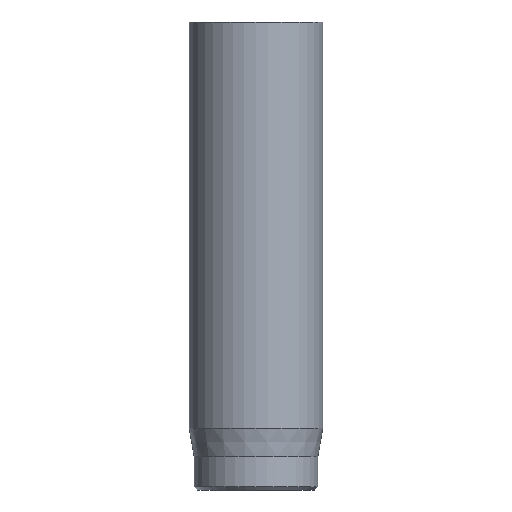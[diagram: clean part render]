
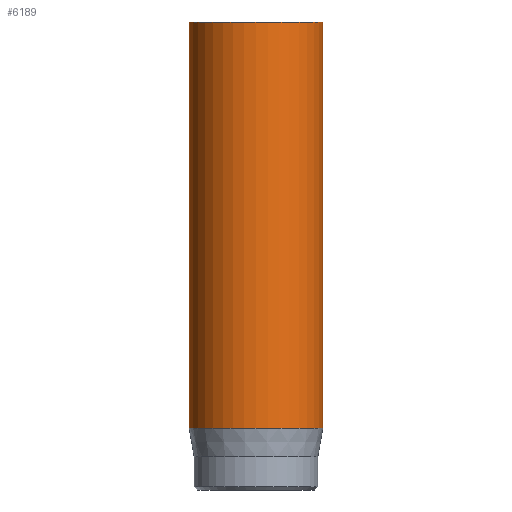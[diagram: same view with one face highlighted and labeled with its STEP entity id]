
A CAD part, front view. The second image highlights one B-rep face of the part: STEP entity #6189.
In plain terms, the highlighted cylindrical face has radius 2 mm (diameter 4 mm), a full revolution.
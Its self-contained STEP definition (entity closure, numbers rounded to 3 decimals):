
#44=CYLINDRICAL_SURFACE('',#6420,2.);
#47=CIRCLE('',#6390,2.);
#61=CIRCLE('',#6418,2.);
#62=CIRCLE('',#6419,2.);
#504=FACE_OUTER_BOUND('',#867,.T.);
#867=EDGE_LOOP('',(#5392,#5393,#5394,#5395,#5396));
#1327=LINE('',#11304,#1805);
#1805=VECTOR('',#7110,2.);
#2802=VERTEX_POINT('',#11249);
#2816=VERTEX_POINT('',#11298);
#2817=VERTEX_POINT('',#11299);
#3670=EDGE_CURVE('',#2802,#2802,#47,.T.);
#3691=EDGE_CURVE('',#2816,#2817,#61,.T.);
#3692=EDGE_CURVE('',#2817,#2816,#62,.T.);
#3694=EDGE_CURVE('',#2802,#2816,#1327,.T.);
#5392=ORIENTED_EDGE('',*,*,#3670,.T.);
#5393=ORIENTED_EDGE('',*,*,#3694,.T.);
#5394=ORIENTED_EDGE('',*,*,#3691,.T.);
#5395=ORIENTED_EDGE('',*,*,#3692,.T.);
#5396=ORIENTED_EDGE('',*,*,#3694,.F.);
#6189=ADVANCED_FACE('',(#504),#44,.T.);
#6390=AXIS2_PLACEMENT_3D('',#11250,#7040,#7041);
#6418=AXIS2_PLACEMENT_3D('',#11300,#7103,#7104);
#6419=AXIS2_PLACEMENT_3D('',#11301,#7105,#7106);
#6420=AXIS2_PLACEMENT_3D('',#11303,#7108,#7109);
#7040=DIRECTION('center_axis',(0.,0.,-1.));
#7041=DIRECTION('ref_axis',(-1.,0.,0.));
#7103=DIRECTION('center_axis',(0.,0.,1.));
#7104=DIRECTION('ref_axis',(-1.,0.,0.));
#7105=DIRECTION('center_axis',(0.,0.,1.));
#7106=DIRECTION('ref_axis',(-1.,0.,0.));
#7108=DIRECTION('center_axis',(0.,0.,1.));
#7109=DIRECTION('ref_axis',(-1.,0.,0.));
#7110=DIRECTION('',(0.,0.,-1.));
#11249=CARTESIAN_POINT('',(2.,0.,14.));
#11250=CARTESIAN_POINT('Origin',(0.,0.,14.));
#11298=CARTESIAN_POINT('',(2.,0.,1.851));
#11299=CARTESIAN_POINT('',(-2.,0.,1.851));
#11300=CARTESIAN_POINT('Origin',(0.,0.,1.851));
#11301=CARTESIAN_POINT('Origin',(0.,0.,1.851));
#11303=CARTESIAN_POINT('Origin',(0.,0.,0.));
#11304=CARTESIAN_POINT('',(2.,0.,0.));
